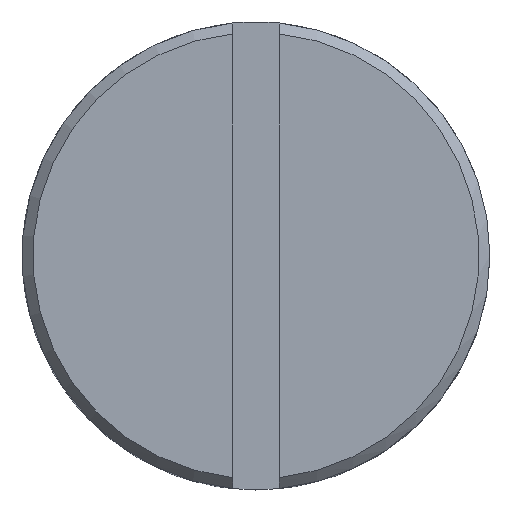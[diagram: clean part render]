
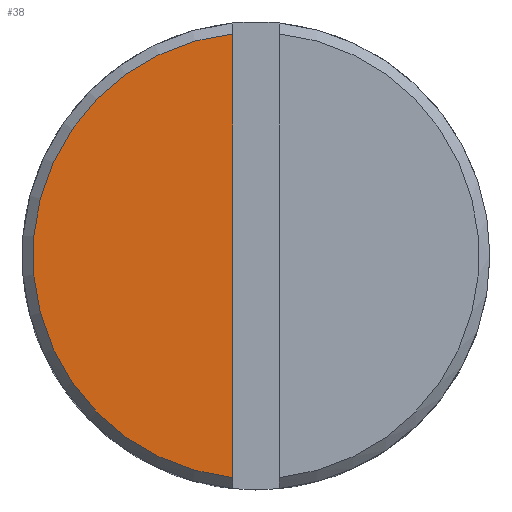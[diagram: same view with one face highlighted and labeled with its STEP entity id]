
A CAD part, top view. The second image highlights one B-rep face of the part: STEP entity #38.
In plain terms, the highlighted planar face has unit normal (0, 0, 1).
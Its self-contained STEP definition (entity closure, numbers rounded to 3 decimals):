
#38 = ADVANCED_FACE( '', ( #83 ), #84, .T. );
#83 = FACE_OUTER_BOUND( '', #138, .T. );
#84 = PLANE( '', #139 );
#138 = EDGE_LOOP( '', ( #187, #188 ) );
#139 = AXIS2_PLACEMENT_3D( '', #189, #190, #191 );
#187 = ORIENTED_EDGE( '', *, *, #291, .T. );
#188 = ORIENTED_EDGE( '', *, *, #292, .T. );
#189 = CARTESIAN_POINT( '', ( 0., 0., 17.5 ) );
#190 = DIRECTION( '', ( 0., 0., 1. ) );
#191 = DIRECTION( '', ( 1., 0., 0. ) );
#291 = EDGE_CURVE( '', #329, #330, #331, .T. );
#292 = EDGE_CURVE( '', #330, #329, #332, .T. );
#329 = VERTEX_POINT( '', #385 );
#330 = VERTEX_POINT( '', #386 );
#331 = LINE( '', #387, #388 );
#332 = CIRCLE( '', #389, 6.2 );
#385 = CARTESIAN_POINT( '', ( -0.65, -6.166, 17.5 ) );
#386 = CARTESIAN_POINT( '', ( -0.65, 6.166, 17.5 ) );
#387 = CARTESIAN_POINT( '', ( -0.65, -10., 17.5 ) );
#388 = VECTOR( '', #460, 1000. );
#389 = AXIS2_PLACEMENT_3D( '', #461, #462, #463 );
#460 = DIRECTION( '', ( 0., 1., 0. ) );
#461 = CARTESIAN_POINT( '', ( 0., 0., 17.5 ) );
#462 = DIRECTION( '', ( 0., 0., 1. ) );
#463 = DIRECTION( '', ( 1., 0., 0. ) );
